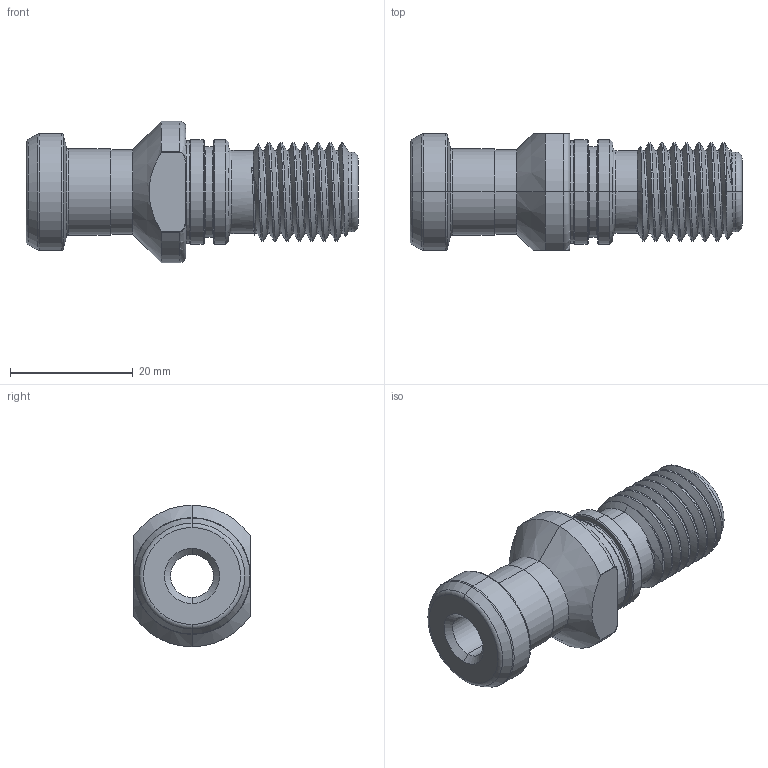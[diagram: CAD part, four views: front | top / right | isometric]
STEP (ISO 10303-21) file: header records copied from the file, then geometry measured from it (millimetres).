
FILE_DESCRIPTION (( 'STEP AP203' ), '1' );
FILE_NAME ('402.20.16.0.STEP', '2020-04-02T01:23:47', ( 'User' ), ( 'China' ), 'SwSTEP 2.0', 'SolidWorks 2016', '' );
FILE_SCHEMA (( 'CONFIG_CONTROL_DESIGN' ));
Length unit declared in the file: millimetre
Products named in the file (1): 402.20.16.0
Bounding box: 54 x 19 x 23 mm (x, y, z)
Volume: 8919.1 mm3; surface area: 5165.4 mm2
Topology: 1 solids, 1 shells, 110 faces, 251 edges, 147 vertices
Faces by surface type: cylinder 44, torus 25, cone 23, plane 11, bspline 7
Entity records: 5479 total; most frequent: CARTESIAN_POINT 3017, DIRECTION 522, ORIENTED_EDGE 502, EDGE_CURVE 251, AXIS2_PLACEMENT_3D 225, VERTEX_POINT 147, CIRCLE 121, EDGE_LOOP 116
